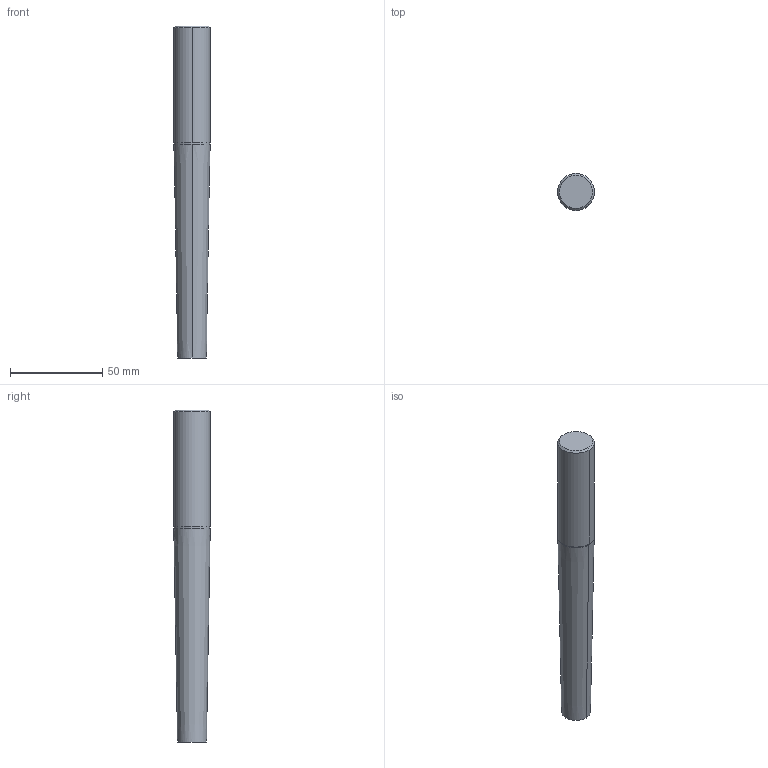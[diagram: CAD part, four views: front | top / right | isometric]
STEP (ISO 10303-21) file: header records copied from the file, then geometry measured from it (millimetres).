
FILE_DESCRIPTION(('no description'),'unknown implementation level');
FILE_NAME('solidvqCdLuYCUSOCNA6Mj_9ne592W4g_1.STP',' ',('CIMSOURCE GmbH'),('CADClick - KiM GmbH - www.kimweb.de'),'unknown preprocess','ACIS','unknown authorization');
FILE_SCHEMA(('automotive_design'));
Length unit declared in the file: millimetre
Products named in the file (1): NOCUT
Bounding box: 20 x 20 x 180 mm (x, y, z)
Volume: 47198.6 mm3; surface area: 11529 mm2
Topology: 1 solids, 1 shells, 36 faces, 85 edges, 51 vertices
Faces by surface type: cylinder 15, cone 13, plane 8
Entity records: 2196 total; most frequent: CARTESIAN_POINT 390, DIRECTION 179, STYLED_ITEM 171, PRESENTATION_STYLE_ASSIGNMENT 171, COLOUR_RGB 171, ORIENTED_EDGE 166, EDGE_CURVE 83, CURVE_STYLE 83
